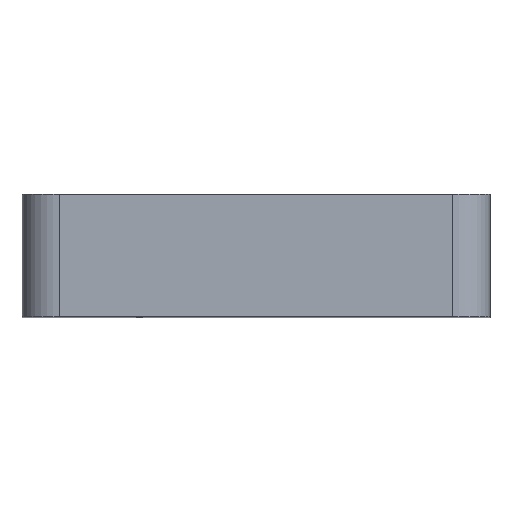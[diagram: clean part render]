
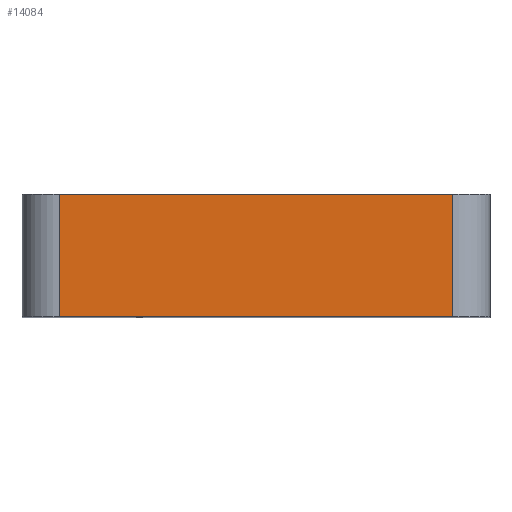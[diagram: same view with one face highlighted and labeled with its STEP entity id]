
A CAD part, top view. The second image highlights one B-rep face of the part: STEP entity #14084.
In plain terms, the highlighted planar face has unit normal (0, 0, 1).
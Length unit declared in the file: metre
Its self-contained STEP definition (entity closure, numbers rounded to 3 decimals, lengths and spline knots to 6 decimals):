
#680=LINE('',#21751,#1768);
#751=LINE('',#22501,#1839);
#752=LINE('',#22503,#1840);
#753=LINE('',#22505,#1841);
#1768=VECTOR('',#17013,1.);
#1839=VECTOR('',#17536,1.);
#1840=VECTOR('',#17537,1.);
#1841=VECTOR('',#17538,1.);
#4386=ORIENTED_EDGE('',*,*,#8543,.F.);
#4387=ORIENTED_EDGE('',*,*,#8878,.T.);
#4388=ORIENTED_EDGE('',*,*,#8879,.T.);
#4389=ORIENTED_EDGE('',*,*,#8880,.T.);
#8543=EDGE_CURVE('',#10789,#10790,#680,.T.);
#8878=EDGE_CURVE('',#10789,#11124,#751,.F.);
#8879=EDGE_CURVE('',#11124,#11125,#752,.T.);
#8880=EDGE_CURVE('',#11125,#10790,#753,.T.);
#10789=VERTEX_POINT('',#21750);
#10790=VERTEX_POINT('',#21752);
#11124=VERTEX_POINT('',#22502);
#11125=VERTEX_POINT('',#22504);
#12198=EDGE_LOOP('',(#4386,#4387,#4388,#4389));
#13048=FACE_BOUND('',#12198,.T.);
#13864=PLANE('',#15295);
#14084=ADVANCED_FACE('',(#13048),#13864,.T.);
#15295=AXIS2_PLACEMENT_3D('',#22500,#17534,#17535);
#17013=DIRECTION('',(-1.,0.,0.));
#17534=DIRECTION('',(0.,0.,1.));
#17535=DIRECTION('',(0.,-1.,0.));
#17536=DIRECTION('',(0.,-1.,0.));
#17537=DIRECTION('',(-1.,0.,0.));
#17538=DIRECTION('',(0.,-1.,0.));
#21750=CARTESIAN_POINT('',(0.051028,0.,0.079311));
#21751=CARTESIAN_POINT('',(-0.002312,0.,0.079311));
#21752=CARTESIAN_POINT('',(-0.055652,0.,0.079311));
#22500=CARTESIAN_POINT('',(-0.002312,0.001588,0.079311));
#22501=CARTESIAN_POINT('',(0.051028,0.033338,0.079311));
#22502=CARTESIAN_POINT('',(0.051028,0.033338,0.079311));
#22503=CARTESIAN_POINT('',(-0.002312,0.033338,0.079311));
#22504=CARTESIAN_POINT('',(-0.055652,0.033338,0.079311));
#22505=CARTESIAN_POINT('',(-0.055652,0.001588,0.079311));
